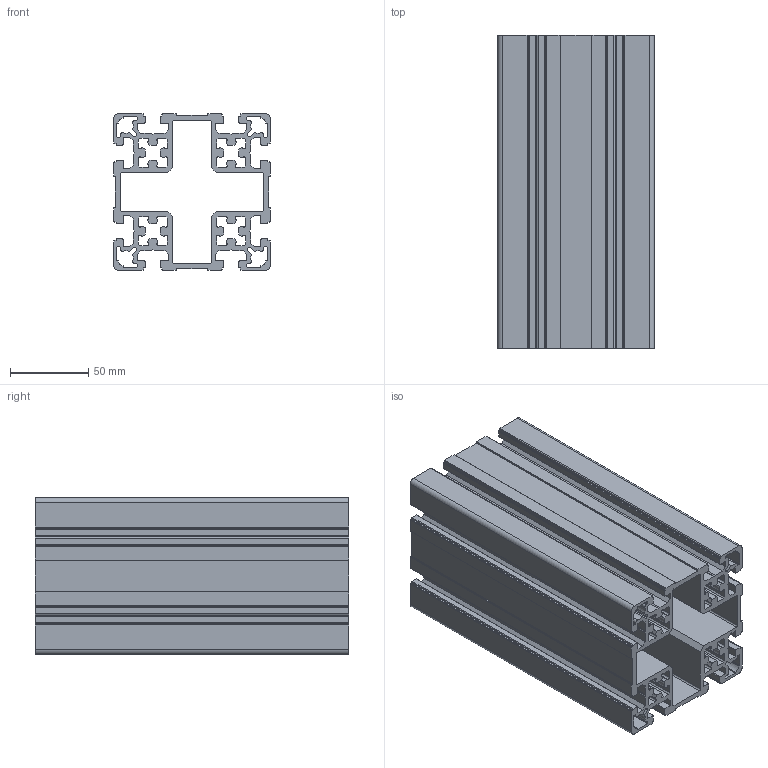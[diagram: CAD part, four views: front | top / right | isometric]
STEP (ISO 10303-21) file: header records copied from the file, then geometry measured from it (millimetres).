
FILE_DESCRIPTION(/* description */ ('Aluminiumprofil 100x100L'),/* implementation_level */ '2;1');
FILE_NAME(/* name */ 'Syskomp 411993171 Aluminiumprofil 100x100L.stp',/* time_stamp */ '2017-03-07T11:38:32+01:00',/* author */ ('wheldmann'),/* organization */ (''),/* preprocessor_version */ 'ST-DEVELOPER v16.1',/* originating_system */ 'Autodesk Inventor 2016',/* authorisation */ ' ');
FILE_SCHEMA (('AUTOMOTIVE_DESIGN { 1 0 10303 214 3 1 1 }'));
Length unit declared in the file: millimetre
Products named in the file (1): 411993171 Aluminiumprofil 100x100L - 200
Bounding box: 100 x 200 x 100 mm (x, y, z)
Volume: 601619.7 mm3; surface area: 354575.5 mm2
Topology: 1 solids, 1 shells, 538 faces, 1608 edges, 1072 vertices
Faces by surface type: plane 298, cylinder 240
Entity records: 18252 total; most frequent: CARTESIAN_POINT 3219, ORIENTED_EDGE 3216, DIRECTION 3166, EDGE_CURVE 1608, LINE 1128, VECTOR 1128, VERTEX_POINT 1072, AXIS2_PLACEMENT_3D 1019
